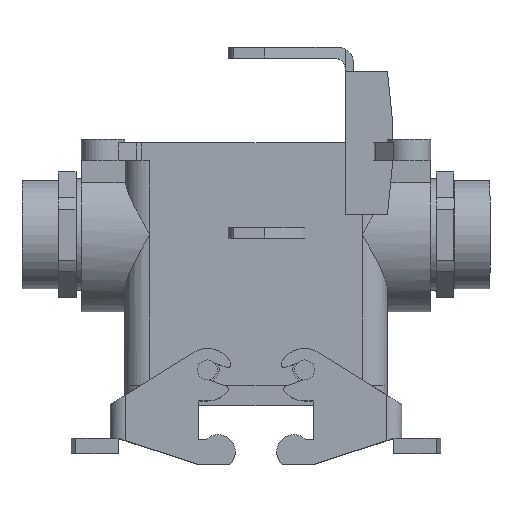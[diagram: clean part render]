
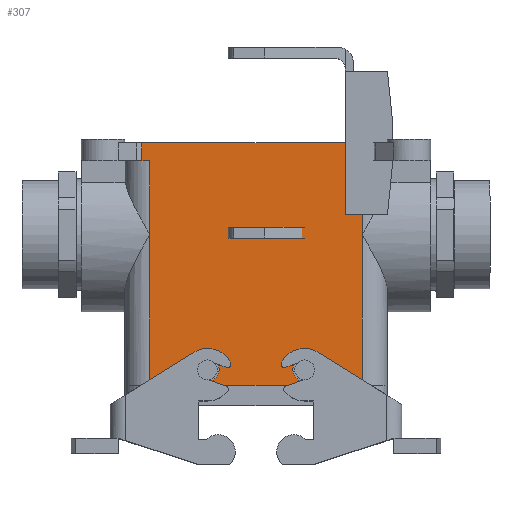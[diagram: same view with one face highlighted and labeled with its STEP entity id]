
A CAD part, top view. The second image highlights one B-rep face of the part: STEP entity #307.
In plain terms, the highlighted planar face has unit normal (0, 0, 1).
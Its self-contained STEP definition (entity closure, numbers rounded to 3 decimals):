
#307 = ADVANCED_FACE( '', ( #815, #816, #817 ), #818, .F. );
#815 = FACE_BOUND( '', #1589, .T. );
#816 = FACE_OUTER_BOUND( '', #1590, .T. );
#817 = FACE_BOUND( '', #1591, .T. );
#818 = PLANE( '', #1592 );
#1589 = EDGE_LOOP( '', ( #2448 ) );
#1590 = EDGE_LOOP( '', ( #2449, #2450, #2451, #2452, #2453, #2454, #2455, #2456, #2457, #2458 ) );
#1591 = EDGE_LOOP( '', ( #2459 ) );
#1592 = AXIS2_PLACEMENT_3D( '', #2460, #2461, #2462 );
#2448 = ORIENTED_EDGE( '', *, *, #4405, .F. );
#2449 = ORIENTED_EDGE( '', *, *, #4406, .T. );
#2450 = ORIENTED_EDGE( '', *, *, #4407, .T. );
#2451 = ORIENTED_EDGE( '', *, *, #4362, .F. );
#2452 = ORIENTED_EDGE( '', *, *, #4408, .T. );
#2453 = ORIENTED_EDGE( '', *, *, #4409, .T. );
#2454 = ORIENTED_EDGE( '', *, *, #4410, .F. );
#2455 = ORIENTED_EDGE( '', *, *, #4411, .F. );
#2456 = ORIENTED_EDGE( '', *, *, #4412, .F. );
#2457 = ORIENTED_EDGE( '', *, *, #4413, .F. );
#2458 = ORIENTED_EDGE( '', *, *, #4414, .T. );
#2459 = ORIENTED_EDGE( '', *, *, #4415, .F. );
#2460 = CARTESIAN_POINT( '', ( 32.515, -5., 21.5 ) );
#2461 = DIRECTION( '', ( 0., 0., -1. ) );
#2462 = DIRECTION( '', ( -1., 0., 0. ) );
#4362 = EDGE_CURVE( '', #5184, #5186, #5187, .T. );
#4405 = EDGE_CURVE( '', #5262, #5262, #5263, .F. );
#4406 = EDGE_CURVE( '', #5264, #5265, #5266, .T. );
#4407 = EDGE_CURVE( '', #5265, #5186, #5267, .F. );
#4408 = EDGE_CURVE( '', #5184, #5268, #5269, .T. );
#4409 = EDGE_CURVE( '', #5268, #5270, #5271, .T. );
#4410 = EDGE_CURVE( '', #5272, #5270, #5273, .T. );
#4411 = EDGE_CURVE( '', #5274, #5272, #5275, .T. );
#4412 = EDGE_CURVE( '', #5276, #5274, #5277, .T. );
#4413 = EDGE_CURVE( '', #5278, #5276, #5279, .T. );
#4414 = EDGE_CURVE( '', #5278, #5264, #5280, .T. );
#4415 = EDGE_CURVE( '', #5281, #5281, #5282, .F. );
#5184 = VERTEX_POINT( '', #6399 );
#5186 = VERTEX_POINT( '', #6401 );
#5187 = LINE( '', #6402, #6403 );
#5262 = VERTEX_POINT( '', #6524 );
#5263 = CIRCLE( '', #6525, 3.25 );
#5264 = VERTEX_POINT( '', #6526 );
#5265 = VERTEX_POINT( '', #6527 );
#5266 = LINE( '', #6528, #6529 );
#5267 = LINE( '', #6530, #6531 );
#5268 = VERTEX_POINT( '', #6532 );
#5269 = LINE( '', #6533, #6534 );
#5270 = VERTEX_POINT( '', #6535 );
#5271 = LINE( '', #6536, #6537 );
#5272 = VERTEX_POINT( '', #6538 );
#5273 = B_SPLINE_CURVE_WITH_KNOTS( '', 1, ( #6539, #6540 ), .UNSPECIFIED., .F., .F., ( 2, 2 ), ( 0., 1. ), .UNSPECIFIED. );
#5274 = VERTEX_POINT( '', #6541 );
#5275 = LINE( '', #6542, #6543 );
#5276 = VERTEX_POINT( '', #6544 );
#5277 = LINE( '', #6545, #6546 );
#5278 = VERTEX_POINT( '', #6547 );
#5279 = LINE( '', #6548, #6549 );
#5280 = LINE( '', #6550, #6551 );
#5281 = VERTEX_POINT( '', #6552 );
#5282 = CIRCLE( '', #6553, 3.25 );
#6399 = CARTESIAN_POINT( '', ( -29.5, -5., 21.5 ) );
#6401 = CARTESIAN_POINT( '', ( -31.686, -5., 21.5 ) );
#6402 = CARTESIAN_POINT( '', ( 32.515, -5., 21.5 ) );
#6403 = VECTOR( '', #8135, 1000. );
#6524 = CARTESIAN_POINT( '', ( 10.25, -63.1, 21.5 ) );
#6525 = AXIS2_PLACEMENT_3D( '', #8193, #8194, #8195 );
#6526 = CARTESIAN_POINT( '', ( 31.686, 0., 21.5 ) );
#6527 = CARTESIAN_POINT( '', ( -31.686, 0., 21.5 ) );
#6528 = CARTESIAN_POINT( '', ( 32.515, 0., 21.5 ) );
#6529 = VECTOR( '', #8196, 1000. );
#6530 = CARTESIAN_POINT( '', ( -31.686, -5., 21.5 ) );
#6531 = VECTOR( '', #8197, 1000. );
#6532 = CARTESIAN_POINT( '', ( -29.5, -25.5, 21.5 ) );
#6533 = CARTESIAN_POINT( '', ( -29.5, 64.704, 21.5 ) );
#6534 = VECTOR( '', #8198, 1000. );
#6535 = CARTESIAN_POINT( '', ( -29.5, -67.4, 21.505 ) );
#6536 = CARTESIAN_POINT( '', ( -29.5, 64.704, 21.5 ) );
#6537 = VECTOR( '', #8199, 1000. );
#6538 = CARTESIAN_POINT( '', ( 29.5, -67.4, 21.505 ) );
#6539 = CARTESIAN_POINT( '', ( 29.5, -67.4, 21.51 ) );
#6540 = CARTESIAN_POINT( '', ( -29.5, -67.4, 21.51 ) );
#6541 = CARTESIAN_POINT( '', ( 29.5, -25.5, 21.5 ) );
#6542 = CARTESIAN_POINT( '', ( 29.5, 64.704, 21.5 ) );
#6543 = VECTOR( '', #8200, 1000. );
#6544 = CARTESIAN_POINT( '', ( 29.5, -5., 21.5 ) );
#6545 = CARTESIAN_POINT( '', ( 29.5, 64.704, 21.5 ) );
#6546 = VECTOR( '', #8201, 1000. );
#6547 = CARTESIAN_POINT( '', ( 31.686, -5., 21.5 ) );
#6548 = CARTESIAN_POINT( '', ( 32.515, -5., 21.5 ) );
#6549 = VECTOR( '', #8202, 1000. );
#6550 = CARTESIAN_POINT( '', ( 31.686, 0., 21.5 ) );
#6551 = VECTOR( '', #8203, 1000. );
#6552 = CARTESIAN_POINT( '', ( -16.75, -63.1, 21.5 ) );
#6553 = AXIS2_PLACEMENT_3D( '', #8204, #8205, #8206 );
#8135 = DIRECTION( '', ( -1., 0., 0. ) );
#8193 = CARTESIAN_POINT( '', ( 13.5, -63.1, 21.5 ) );
#8194 = DIRECTION( '', ( 0., 0., -1. ) );
#8195 = DIRECTION( '', ( -1., 0., 0. ) );
#8196 = DIRECTION( '', ( -1., 0., 0. ) );
#8197 = DIRECTION( '', ( 0., 1., 0. ) );
#8198 = DIRECTION( '', ( 0., -1., 0. ) );
#8199 = DIRECTION( '', ( 0., -1., 0. ) );
#8200 = DIRECTION( '', ( 0., -1., 0. ) );
#8201 = DIRECTION( '', ( 0., -1., 0. ) );
#8202 = DIRECTION( '', ( -1., 0., 0. ) );
#8203 = DIRECTION( '', ( 0., 1., 0. ) );
#8204 = CARTESIAN_POINT( '', ( -13.5, -63.1, 21.5 ) );
#8205 = DIRECTION( '', ( 0., 0., -1. ) );
#8206 = DIRECTION( '', ( -1., 0., 0. ) );
